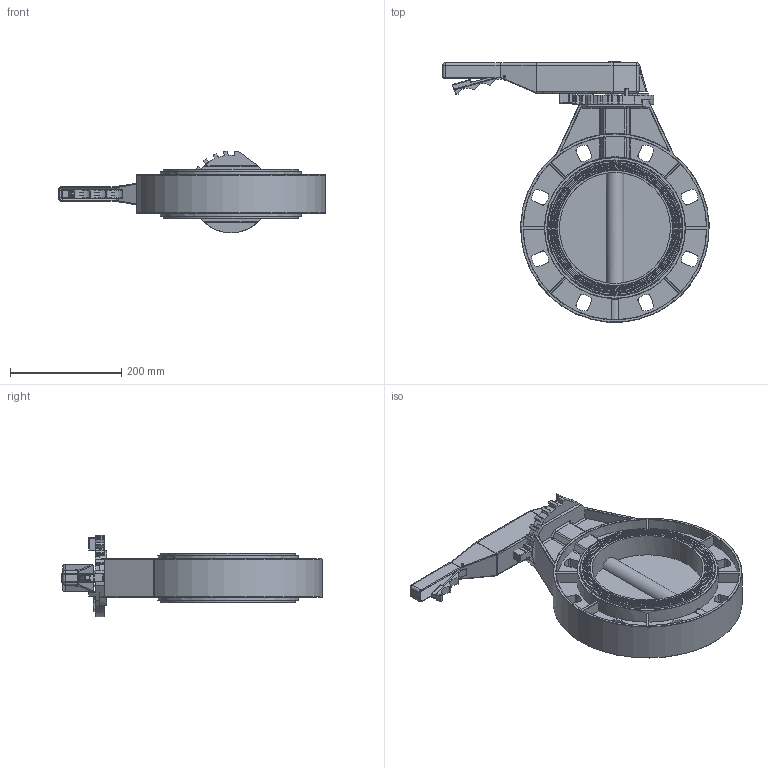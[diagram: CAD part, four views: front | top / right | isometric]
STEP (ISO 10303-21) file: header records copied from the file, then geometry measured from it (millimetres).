
FILE_DESCRIPTION(/* description */ (''),/* implementation_level */ '2;1');
FILE_NAME(/* name */ 'DN200_3D_STEP.stp',/* time_stamp */ '2025-09-10T00:03:04+03:00',/* author */ ('igorr'),/* organization */ (''),/* preprocessor_version */ 'ST-DEVELOPER v20',/* originating_system */ 'Autodesk Inventor 2025',/* authorisation */ '');
FILE_SCHEMA (('AUTOMOTIVE_DESIGN { 1 0 10303 214 3 1 1 }'));
Length unit declared in the file: millimetre
Products named in the file (3): Сборка1; Деталь1; Деталь2
Assembly tree (2 placements, depth 2):
  Сборка1
    Деталь1
    Деталь2
Bounding box: 479.82 x 468.53 x 147.09 mm (x, y, z)
Volume: 4045399.2 mm3; surface area: 770638.2 mm2
Topology: 3 solids, 3 shells, 960 faces, 2470 edges, 1542 vertices
Faces by surface type: plane 360, cylinder 265, bspline 253, torus 76, sphere 6
Full cylindrical faces by diameter (mm): 15 x1, 32 x2, 200 x2, 243.2 x1, 244 x1, 254 x2
Entity records: 35968 total; most frequent: CARTESIAN_POINT 12453, ORIENTED_EDGE 4936, DIRECTION 4454, EDGE_CURVE 2468, AXIS2_PLACEMENT_3D 1622, VERTEX_POINT 1542, LINE 1210, VECTOR 1210
